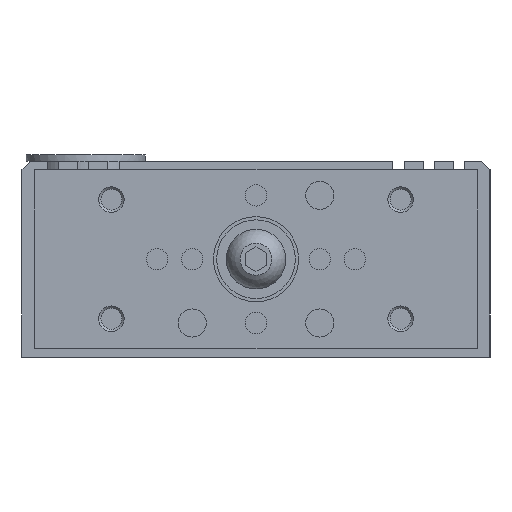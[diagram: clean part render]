
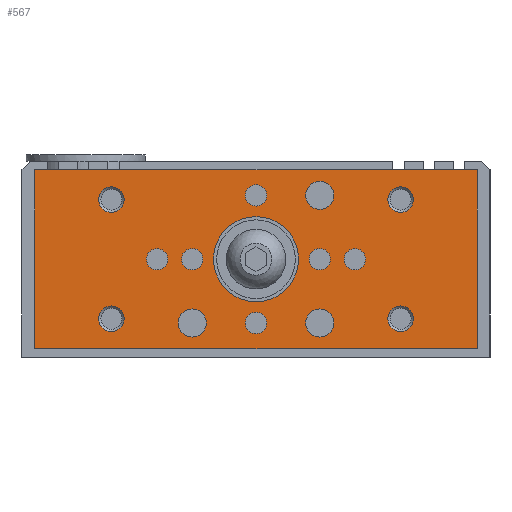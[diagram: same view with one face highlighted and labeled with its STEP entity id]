
A CAD part, left-side view. The second image highlights one B-rep face of the part: STEP entity #567.
In plain terms, the highlighted planar face has unit normal (-1, 0, 0).
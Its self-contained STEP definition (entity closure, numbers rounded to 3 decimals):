
#567 = ADVANCED_FACE( '', ( #1301, #1302, #1303, #1304, #1305, #1306, #1307, #1308, #1309, #1310, #1311, #1312, #1313, #1314, #1315 ), #1316, .F. );
#1301 = FACE_BOUND( '', #2185, .T. );
#1302 = FACE_BOUND( '', #2186, .T. );
#1303 = FACE_BOUND( '', #2187, .T. );
#1304 = FACE_BOUND( '', #2188, .T. );
#1305 = FACE_BOUND( '', #2189, .T. );
#1306 = FACE_BOUND( '', #2190, .T. );
#1307 = FACE_BOUND( '', #2191, .T. );
#1308 = FACE_BOUND( '', #2192, .T. );
#1309 = FACE_BOUND( '', #2193, .T. );
#1310 = FACE_BOUND( '', #2194, .T. );
#1311 = FACE_BOUND( '', #2195, .T. );
#1312 = FACE_BOUND( '', #2196, .T. );
#1313 = FACE_BOUND( '', #2197, .T. );
#1314 = FACE_BOUND( '', #2198, .T. );
#1315 = FACE_OUTER_BOUND( '', #2199, .T. );
#1316 = PLANE( '', #2200 );
#2185 = EDGE_LOOP( '', ( #3675 ) );
#2186 = EDGE_LOOP( '', ( #3676 ) );
#2187 = EDGE_LOOP( '', ( #3677 ) );
#2188 = EDGE_LOOP( '', ( #3678 ) );
#2189 = EDGE_LOOP( '', ( #3679 ) );
#2190 = EDGE_LOOP( '', ( #3680 ) );
#2191 = EDGE_LOOP( '', ( #3681 ) );
#2192 = EDGE_LOOP( '', ( #3682 ) );
#2193 = EDGE_LOOP( '', ( #3683 ) );
#2194 = EDGE_LOOP( '', ( #3684 ) );
#2195 = EDGE_LOOP( '', ( #3685 ) );
#2196 = EDGE_LOOP( '', ( #3686 ) );
#2197 = EDGE_LOOP( '', ( #3687 ) );
#2198 = EDGE_LOOP( '', ( #3688 ) );
#2199 = EDGE_LOOP( '', ( #3689, #3690, #3691, #3692 ) );
#2200 = AXIS2_PLACEMENT_3D( '', #3693, #3694, #3695 );
#3675 = ORIENTED_EDGE( '', *, *, #4755, .T. );
#3676 = ORIENTED_EDGE( '', *, *, #4544, .T. );
#3677 = ORIENTED_EDGE( '', *, *, #4362, .T. );
#3678 = ORIENTED_EDGE( '', *, *, #4818, .T. );
#3679 = ORIENTED_EDGE( '', *, *, #4819, .T. );
#3680 = ORIENTED_EDGE( '', *, *, #4820, .T. );
#3681 = ORIENTED_EDGE( '', *, *, #4472, .T. );
#3682 = ORIENTED_EDGE( '', *, *, #4370, .F. );
#3683 = ORIENTED_EDGE( '', *, *, #4373, .T. );
#3684 = ORIENTED_EDGE( '', *, *, #4653, .T. );
#3685 = ORIENTED_EDGE( '', *, *, #4716, .F. );
#3686 = ORIENTED_EDGE( '', *, *, #4821, .F. );
#3687 = ORIENTED_EDGE( '', *, *, #4822, .T. );
#3688 = ORIENTED_EDGE( '', *, *, #4823, .T. );
#3689 = ORIENTED_EDGE( '', *, *, #4458, .F. );
#3690 = ORIENTED_EDGE( '', *, *, #4726, .F. );
#3691 = ORIENTED_EDGE( '', *, *, #4314, .F. );
#3692 = ORIENTED_EDGE( '', *, *, #4606, .F. );
#3693 = CARTESIAN_POINT( '', ( -106., 52., 44. ) );
#3694 = DIRECTION( '', ( 1., 0., 0. ) );
#3695 = DIRECTION( '', ( 0., 0., 1. ) );
#4314 = EDGE_CURVE( '', #4988, #4990, #4991, .T. );
#4362 = EDGE_CURVE( '', #5076, #5076, #5077, .T. );
#4370 = EDGE_CURVE( '', #5089, #5089, #5090, .T. );
#4373 = EDGE_CURVE( '', #5094, #5094, #5095, .T. );
#4458 = EDGE_CURVE( '', #5238, #5240, #5241, .T. );
#4472 = EDGE_CURVE( '', #5263, #5263, #5264, .T. );
#4544 = EDGE_CURVE( '', #5383, #5383, #5384, .T. );
#4606 = EDGE_CURVE( '', #5240, #4988, #5479, .T. );
#4653 = EDGE_CURVE( '', #5545, #5545, #5546, .T. );
#4716 = EDGE_CURVE( '', #5631, #5631, #5632, .T. );
#4726 = EDGE_CURVE( '', #4990, #5238, #5643, .T. );
#4755 = EDGE_CURVE( '', #5683, #5683, #5684, .T. );
#4818 = EDGE_CURVE( '', #5766, #5766, #5767, .T. );
#4819 = EDGE_CURVE( '', #5768, #5768, #5769, .T. );
#4820 = EDGE_CURVE( '', #5770, #5770, #5771, .T. );
#4821 = EDGE_CURVE( '', #5772, #5772, #5773, .T. );
#4822 = EDGE_CURVE( '', #5774, #5774, #5775, .T. );
#4823 = EDGE_CURVE( '', #5776, #5776, #5777, .T. );
#4988 = VERTEX_POINT( '', #5974 );
#4990 = VERTEX_POINT( '', #5977 );
#4991 = LINE( '', #5978, #5979 );
#5076 = VERTEX_POINT( '', #6081 );
#5077 = CIRCLE( '', #6082, 2.51 );
#5089 = VERTEX_POINT( '', #6094 );
#5090 = CIRCLE( '', #6095, 2.51 );
#5094 = VERTEX_POINT( '', #6099 );
#5095 = CIRCLE( '', #6100, 2.51 );
#5238 = VERTEX_POINT( '', #6461 );
#5240 = VERTEX_POINT( '', #6464 );
#5241 = LINE( '', #6465, #6466 );
#5263 = VERTEX_POINT( '', #6495 );
#5264 = CIRCLE( '', #6496, 3.3 );
#5383 = VERTEX_POINT( '', #6645 );
#5384 = CIRCLE( '', #6646, 2.51 );
#5479 = LINE( '', #6782, #6783 );
#5545 = VERTEX_POINT( '', #6863 );
#5546 = CIRCLE( '', #6864, 3. );
#5631 = VERTEX_POINT( '', #6980 );
#5632 = CIRCLE( '', #6981, 3. );
#5643 = LINE( '', #6995, #6996 );
#5683 = VERTEX_POINT( '', #7052 );
#5684 = CIRCLE( '', #7053, 2.51 );
#5766 = VERTEX_POINT( '', #7174 );
#5767 = CIRCLE( '', #7175, 2.51 );
#5768 = VERTEX_POINT( '', #7176 );
#5769 = CIRCLE( '', #7177, 3.3 );
#5770 = VERTEX_POINT( '', #7178 );
#5771 = CIRCLE( '', #7179, 3.3 );
#5772 = VERTEX_POINT( '', #7180 );
#5773 = CIRCLE( '', #7181, 3. );
#5774 = VERTEX_POINT( '', #7182 );
#5775 = CIRCLE( '', #7183, 3. );
#5776 = VERTEX_POINT( '', #7184 );
#5777 = CIRCLE( '', #7185, 10. );
#5974 = CARTESIAN_POINT( '', ( -106., -52., 44. ) );
#5977 = CARTESIAN_POINT( '', ( -106., -52., 2. ) );
#5978 = CARTESIAN_POINT( '', ( -106., -52., 44. ) );
#5979 = VECTOR( '', #7392, 1000. );
#6081 = CARTESIAN_POINT( '', ( -106., 0., 35.49 ) );
#6082 = AXIS2_PLACEMENT_3D( '', #7476, #7477, #7478 );
#6094 = CARTESIAN_POINT( '', ( -106., 20.74, 23. ) );
#6095 = AXIS2_PLACEMENT_3D( '', #7491, #7492, #7493 );
#6099 = CARTESIAN_POINT( '', ( -106., -20.74, 23. ) );
#6100 = AXIS2_PLACEMENT_3D( '', #7497, #7498, #7499 );
#6461 = CARTESIAN_POINT( '', ( -106., 52., 2. ) );
#6464 = CARTESIAN_POINT( '', ( -106., 52., 44. ) );
#6465 = CARTESIAN_POINT( '', ( -106., 52., 2. ) );
#6466 = VECTOR( '', #7604, 1000. );
#6495 = CARTESIAN_POINT( '', ( -106., -15., 34.7 ) );
#6496 = AXIS2_PLACEMENT_3D( '', #7621, #7622, #7623 );
#6645 = CARTESIAN_POINT( '', ( -106., 12.49, 23. ) );
#6646 = AXIS2_PLACEMENT_3D( '', #7729, #7730, #7731 );
#6782 = CARTESIAN_POINT( '', ( -106., 52., 44. ) );
#6783 = VECTOR( '', #7800, 1000. );
#6863 = CARTESIAN_POINT( '', ( -106., 31., 9. ) );
#6864 = AXIS2_PLACEMENT_3D( '', #7854, #7855, #7856 );
#6980 = CARTESIAN_POINT( '', ( -106., -31., 9. ) );
#6981 = AXIS2_PLACEMENT_3D( '', #7925, #7926, #7927 );
#6995 = CARTESIAN_POINT( '', ( -106., -52., 2. ) );
#6996 = VECTOR( '', #7937, 1000. );
#7052 = CARTESIAN_POINT( '', ( -106., 0., 10.51 ) );
#7053 = AXIS2_PLACEMENT_3D( '', #7973, #7974, #7975 );
#7174 = CARTESIAN_POINT( '', ( -106., -12.49, 23. ) );
#7175 = AXIS2_PLACEMENT_3D( '', #8042, #8043, #8044 );
#7176 = CARTESIAN_POINT( '', ( -106., 15., 4.7 ) );
#7177 = AXIS2_PLACEMENT_3D( '', #8045, #8046, #8047 );
#7178 = CARTESIAN_POINT( '', ( -106., -15., 4.7 ) );
#7179 = AXIS2_PLACEMENT_3D( '', #8048, #8049, #8050 );
#7180 = CARTESIAN_POINT( '', ( -106., 31., 37. ) );
#7181 = AXIS2_PLACEMENT_3D( '', #8051, #8052, #8053 );
#7182 = CARTESIAN_POINT( '', ( -106., -31., 37. ) );
#7183 = AXIS2_PLACEMENT_3D( '', #8054, #8055, #8056 );
#7184 = CARTESIAN_POINT( '', ( -106., 10., 23. ) );
#7185 = AXIS2_PLACEMENT_3D( '', #8057, #8058, #8059 );
#7392 = DIRECTION( '', ( 0., 0., -1. ) );
#7476 = CARTESIAN_POINT( '', ( -106., 0., 38. ) );
#7477 = DIRECTION( '', ( 1., 0., 0. ) );
#7478 = DIRECTION( '', ( 0., 0., -1. ) );
#7491 = CARTESIAN_POINT( '', ( -106., 23.25, 23. ) );
#7492 = DIRECTION( '', ( -1., 0., 0. ) );
#7493 = DIRECTION( '', ( 0., -1., 0. ) );
#7497 = CARTESIAN_POINT( '', ( -106., -23.25, 23. ) );
#7498 = DIRECTION( '', ( 1., 0., 0. ) );
#7499 = DIRECTION( '', ( 0., 1., 0. ) );
#7604 = DIRECTION( '', ( 0., 0., 1. ) );
#7621 = CARTESIAN_POINT( '', ( -106., -15., 38. ) );
#7622 = DIRECTION( '', ( 1., 0., 0. ) );
#7623 = DIRECTION( '', ( 0., 0., -1. ) );
#7729 = CARTESIAN_POINT( '', ( -106., 15., 23. ) );
#7730 = DIRECTION( '', ( 1., 0., 0. ) );
#7731 = DIRECTION( '', ( 0., -1., 0. ) );
#7800 = DIRECTION( '', ( 0., -1., 0. ) );
#7854 = CARTESIAN_POINT( '', ( -106., 34., 9. ) );
#7855 = DIRECTION( '', ( 1., 0., 0. ) );
#7856 = DIRECTION( '', ( 0., -1., 0. ) );
#7925 = CARTESIAN_POINT( '', ( -106., -34., 9. ) );
#7926 = DIRECTION( '', ( -1., 0., 0. ) );
#7927 = DIRECTION( '', ( 0., 1., 0. ) );
#7937 = DIRECTION( '', ( 0., 1., 0. ) );
#7973 = CARTESIAN_POINT( '', ( -106., 0., 8. ) );
#7974 = DIRECTION( '', ( 1., 0., 0. ) );
#7975 = DIRECTION( '', ( 0., 0., 1. ) );
#8042 = CARTESIAN_POINT( '', ( -106., -15., 23. ) );
#8043 = DIRECTION( '', ( 1., 0., 0. ) );
#8044 = DIRECTION( '', ( 0., 1., 0. ) );
#8045 = CARTESIAN_POINT( '', ( -106., 15., 8. ) );
#8046 = DIRECTION( '', ( 1., 0., 0. ) );
#8047 = DIRECTION( '', ( 0., 0., -1. ) );
#8048 = CARTESIAN_POINT( '', ( -106., -15., 8. ) );
#8049 = DIRECTION( '', ( 1., 0., 0. ) );
#8050 = DIRECTION( '', ( 0., 0., -1. ) );
#8051 = CARTESIAN_POINT( '', ( -106., 34., 37. ) );
#8052 = DIRECTION( '', ( -1., 0., 0. ) );
#8053 = DIRECTION( '', ( 0., -1., 0. ) );
#8054 = CARTESIAN_POINT( '', ( -106., -34., 37. ) );
#8055 = DIRECTION( '', ( 1., 0., 0. ) );
#8056 = DIRECTION( '', ( 0., 1., 0. ) );
#8057 = CARTESIAN_POINT( '', ( -106., 0., 23. ) );
#8058 = DIRECTION( '', ( 1., 0., 0. ) );
#8059 = DIRECTION( '', ( 0., 1., 0. ) );
